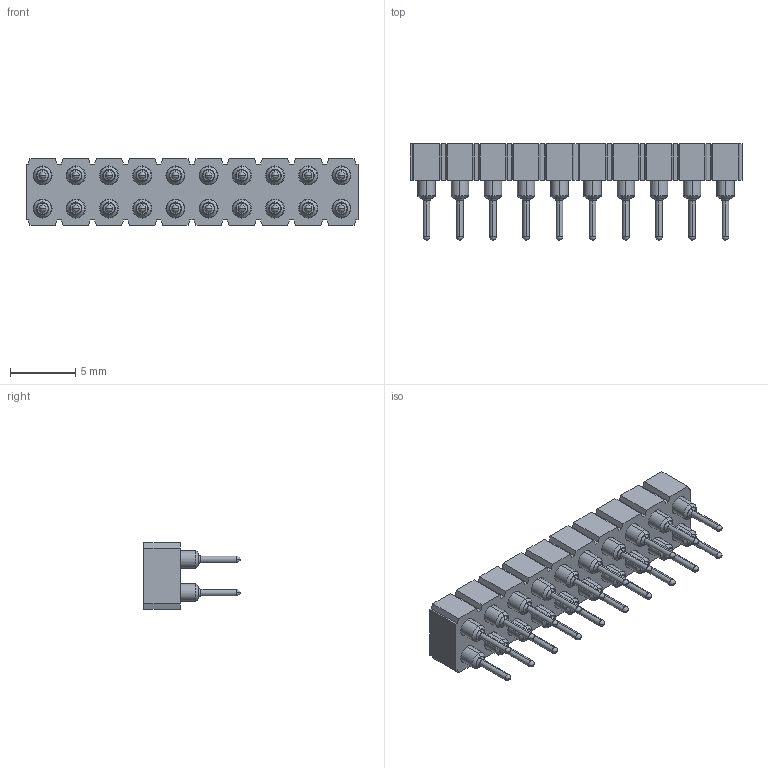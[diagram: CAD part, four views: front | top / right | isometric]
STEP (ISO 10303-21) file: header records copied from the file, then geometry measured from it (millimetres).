
FILE_DESCRIPTION (( 'STEP AP214' ), '1' );
FILE_NAME ('mill-max-419-10-220-00-001000.STEP', '2022-08-12T08:34:20', ( '' ), ( '' ), 'SwSTEP 2.0', 'SolidWorks 2022', '' );
FILE_SCHEMA (( 'AUTOMOTIVE_DESIGN' ));
Length unit declared in the file: inch
Products named in the file (3): 1942; P4XX-21-010-00-000000_P420-21-010-00-000000; mill-max-419-10-220-00-001000
Assembly tree (21 placements, depth 2):
  mill-max-419-10-220-00-001000
    P4XX-21-010-00-000000_P420-21-010-00-000000
    1942  x20
Bounding box: 25.4 x 7.37 x 5.08 mm (x, y, z)
Volume: 385.7 mm3; surface area: 1224.7 mm2
Topology: 21 solids, 21 shells, 586 faces, 1332 edges, 828 vertices
Faces by surface type: cylinder 240, plane 186, cone 80, torus 40, sphere 40
Entity records: 6680 total; most frequent: DIRECTION 1180, CARTESIAN_POINT 1115, ORIENTED_EDGE 1064, EDGE_CURVE 532, AXIS2_PLACEMENT_3D 418, VERTEX_POINT 353, LINE 344, VECTOR 344
